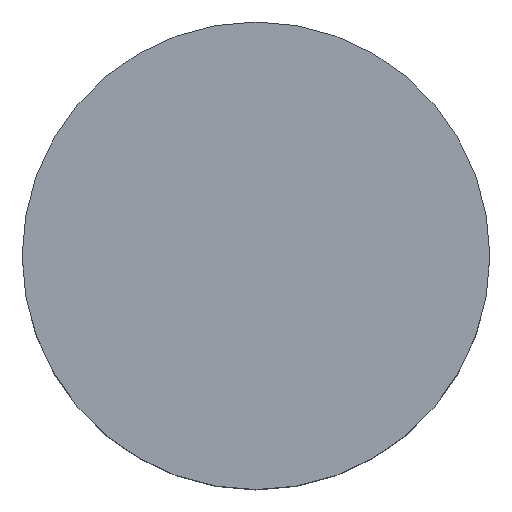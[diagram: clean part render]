
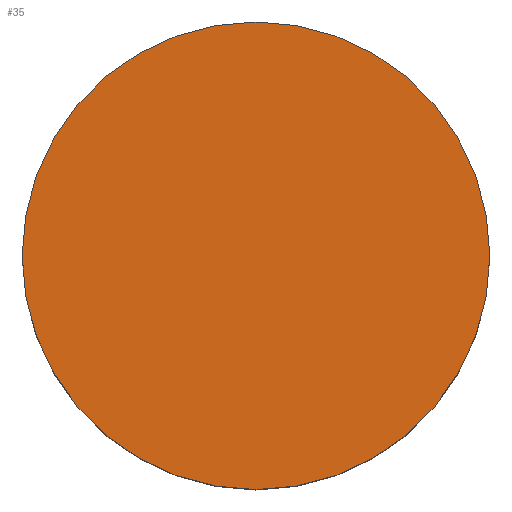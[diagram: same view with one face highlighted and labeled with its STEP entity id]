
A CAD part, top view. The second image highlights one B-rep face of the part: STEP entity #35.
In plain terms, the highlighted planar face has unit normal (0, 0, 1).
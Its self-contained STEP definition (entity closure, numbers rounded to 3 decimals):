
#35 = ADVANCED_FACE( '', ( #72 ), #73, .F. );
#72 = FACE_OUTER_BOUND( '', #113, .T. );
#73 = PLANE( '', #114 );
#113 = EDGE_LOOP( '', ( #150 ) );
#114 = AXIS2_PLACEMENT_3D( '', #151, #152, #153 );
#150 = ORIENTED_EDGE( '', *, *, #199, .T. );
#151 = CARTESIAN_POINT( '', ( 0., 0., 21. ) );
#152 = DIRECTION( '', ( 0., 0., -1. ) );
#153 = DIRECTION( '', ( -1., 0., 0. ) );
#199 = EDGE_CURVE( '', #218, #218, #219, .T. );
#218 = VERTEX_POINT( '', #243 );
#219 = CIRCLE( '', #244, 22.2 );
#243 = CARTESIAN_POINT( '', ( 22.2, 0., 21. ) );
#244 = AXIS2_PLACEMENT_3D( '', #268, #269, #270 );
#268 = CARTESIAN_POINT( '', ( 0., 0., 21. ) );
#269 = DIRECTION( '', ( 0., 0., 1. ) );
#270 = DIRECTION( '', ( 1., 0., 0. ) );
